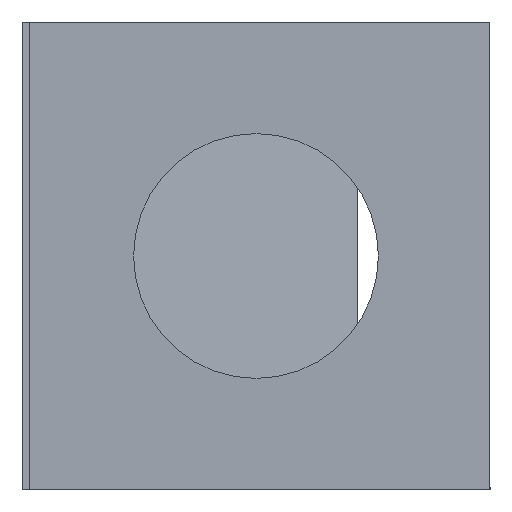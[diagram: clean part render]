
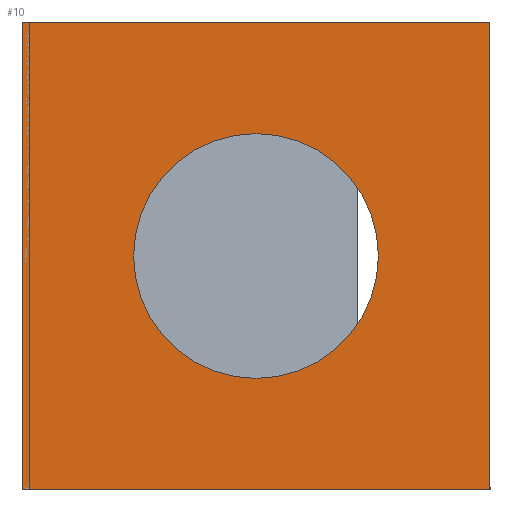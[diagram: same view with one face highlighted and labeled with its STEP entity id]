
A CAD part, front view. The second image highlights one B-rep face of the part: STEP entity #10.
In plain terms, the highlighted planar face has unit normal (0, -1, 0).
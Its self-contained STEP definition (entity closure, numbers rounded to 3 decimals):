
#10 = ADVANCED_FACE ( 'NONE', ( #561, #544 ), #885, .T. ) ;
#42 = EDGE_CURVE ( 'NONE', #562, #554, #570, .T. ) ;
#53 = AXIS2_PLACEMENT_3D ( 'NONE', #898, #676, #846 ) ;
#78 = AXIS2_PLACEMENT_3D ( 'NONE', #838, #840, #826 ) ;
#85 = AXIS2_PLACEMENT_3D ( 'NONE', #325, #157, #159 ) ;
#122 = CARTESIAN_POINT ( 'NONE',  ( 6.5, 0., -6.5 ) ) ;
#133 = DIRECTION ( 'NONE',  ( 0., 0., -1. ) ) ;
#153 = CARTESIAN_POINT ( 'NONE',  ( 6.5, 0., 6.5 ) ) ;
#154 = CARTESIAN_POINT ( 'NONE',  ( -6.5, 0., -6.5 ) ) ;
#157 = DIRECTION ( 'NONE',  ( 0., -1., 0. ) ) ;
#159 = DIRECTION ( 'NONE',  ( 0., 0., -1. ) ) ;
#177 = CARTESIAN_POINT ( 'NONE',  ( -6.5, 0., 6.5 ) ) ;
#200 = DIRECTION ( 'NONE',  ( 1., 0., 0. ) ) ;
#211 = CARTESIAN_POINT ( 'NONE',  ( 0., 0., -3.4 ) ) ;
#256 = CARTESIAN_POINT ( 'NONE',  ( 0., 0., 3.4 ) ) ;
#277 = DIRECTION ( 'NONE',  ( -1., 0., 0. ) ) ;
#307 = CARTESIAN_POINT ( 'NONE',  ( -6.5, 0., -6.5 ) ) ;
#325 = CARTESIAN_POINT ( 'NONE',  ( 0., 0., 0. ) ) ;
#328 = CARTESIAN_POINT ( 'NONE',  ( 6.5, 0., 6.5 ) ) ;
#337 = EDGE_CURVE ( 'NONE', #624, #652, #585, .T. ) ;
#354 = EDGE_CURVE ( 'NONE', #554, #599, #432, .T. ) ;
#367 = EDGE_CURVE ( 'NONE', #652, #624, #662, .T. ) ;
#376 = EDGE_CURVE ( 'NONE', #599, #626, #784, .T. ) ;
#384 = EDGE_CURVE ( 'NONE', #626, #562, #767, .T. ) ;
#394 = ORIENTED_EDGE ( 'NONE', *, *, #367, .F. ) ;
#405 = ORIENTED_EDGE ( 'NONE', *, *, #354, .F. ) ;
#432 = LINE ( 'NONE', #685, #436 ) ;
#436 = VECTOR ( 'NONE', #200, 1000. ) ;
#452 = ORIENTED_EDGE ( 'NONE', *, *, #376, .F. ) ;
#476 = EDGE_LOOP ( 'NONE', ( #525, #519, #452, #405 ) ) ;
#488 = EDGE_LOOP ( 'NONE', ( #394, #601 ) ) ;
#519 = ORIENTED_EDGE ( 'NONE', *, *, #384, .F. ) ;
#525 = ORIENTED_EDGE ( 'NONE', *, *, #42, .F. ) ;
#544 = FACE_OUTER_BOUND ( 'NONE', #476, .T. ) ;
#554 = VERTEX_POINT ( 'NONE', #177 ) ;
#561 = FACE_BOUND ( 'NONE', #488, .T. ) ;
#562 = VERTEX_POINT ( 'NONE', #154 ) ;
#570 = LINE ( 'NONE', #866, #576 ) ;
#576 = VECTOR ( 'NONE', #752, 1000. ) ;
#585 = CIRCLE ( 'NONE', #78, 3.4 ) ;
#599 = VERTEX_POINT ( 'NONE', #153 ) ;
#601 = ORIENTED_EDGE ( 'NONE', *, *, #337, .F. ) ;
#624 = VERTEX_POINT ( 'NONE', #211 ) ;
#626 = VERTEX_POINT ( 'NONE', #122 ) ;
#652 = VERTEX_POINT ( 'NONE', #256 ) ;
#662 = CIRCLE ( 'NONE', #85, 3.4 ) ;
#676 = DIRECTION ( 'NONE',  ( 0., -1., 0. ) ) ;
#685 = CARTESIAN_POINT ( 'NONE',  ( -6.5, 0., 6.5 ) ) ;
#752 = DIRECTION ( 'NONE',  ( 0., 0., 1. ) ) ;
#767 = LINE ( 'NONE', #307, #884 ) ;
#776 = VECTOR ( 'NONE', #133, 1000. ) ;
#784 = LINE ( 'NONE', #328, #776 ) ;
#826 = DIRECTION ( 'NONE',  ( 0., 0., -1. ) ) ;
#838 = CARTESIAN_POINT ( 'NONE',  ( 0., 0., 0. ) ) ;
#840 = DIRECTION ( 'NONE',  ( 0., -1., 0. ) ) ;
#846 = DIRECTION ( 'NONE',  ( 0., 0., -1. ) ) ;
#866 = CARTESIAN_POINT ( 'NONE',  ( -6.5, 0., 6.5 ) ) ;
#884 = VECTOR ( 'NONE', #277, 1000. ) ;
#885 = PLANE ( 'NONE',  #53 ) ;
#898 = CARTESIAN_POINT ( 'NONE',  ( -6.5, 0., -6.5 ) ) ;
